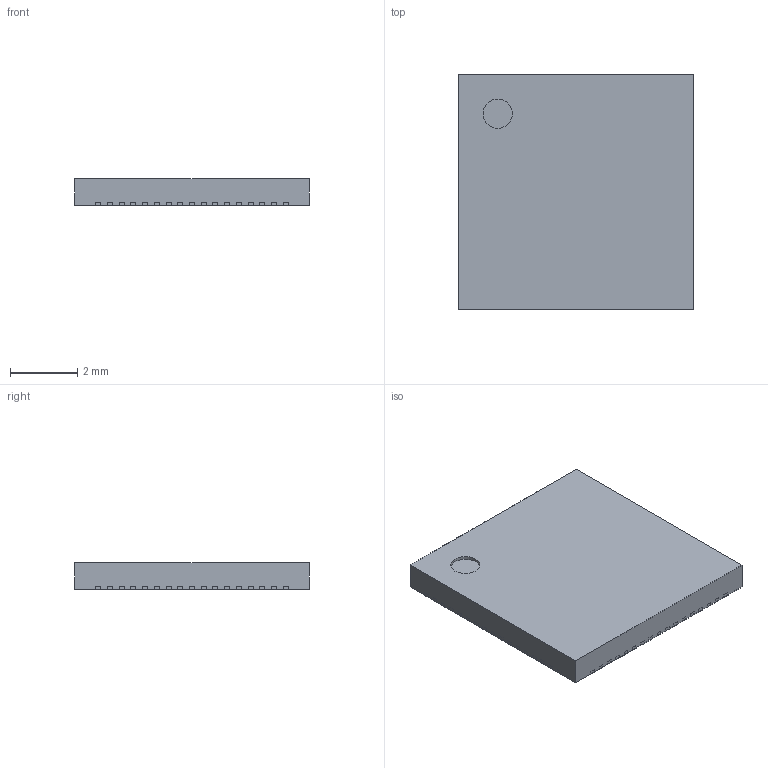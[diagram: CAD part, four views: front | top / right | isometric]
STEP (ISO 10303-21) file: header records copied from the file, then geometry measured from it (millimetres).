
FILE_DESCRIPTION(('Open CASCADE Model'),'2;1');
FILE_NAME('Open CASCADE Shape Model','2023-02-13T21:05:59',('Author'),( 'Open CASCADE'),'Open CASCADE STEP processor 7.5','Open CASCADE 7.5' ,'Unknown');
FILE_SCHEMA(('AUTOMOTIVE_DESIGN { 1 0 10303 214 1 1 1 1 }'));
Length unit declared in the file: millimetre
Products named in the file (7): QFN35P700X700X80_HS-69N.step; Open CASCADE STEP translator 7.5 2.1; Body; Open CASCADE STEP translator 7.5 2.2.1; Thermal Shape; Pin Shape; Open CASCADE STEP translator 7.5 2.4.1
Assembly tree (73 placements, depth 3):
  QFN35P700X700X80_HS-69N.step
    Open CASCADE STEP translator 7.5 2.1
    Body
      Open CASCADE STEP translator 7.5 2.2.1
    Thermal Shape
    Pin Shape  x68
      Open CASCADE STEP translator 7.5 2.4.1
Bounding box: 7 x 7 x 0.8 mm (x, y, z)
Volume: 39.2 mm3; surface area: 191.7 mm2
Topology: 70 solids, 71 shells, 968 faces, 1935 edges, 1109 vertices
Faces by surface type: plane 967, cylinder 1
Full cylindrical faces by diameter (mm): 0.875 x1
Entity records: 2201 total; most frequent: DIRECTION 385, CARTESIAN_POINT 319, LINE 168, VECTOR 168, ORIENTED_EDGE 117, PCURVE 117, DEFINITIONAL_REPRESENTATION 117, AXIS2_PLACEMENT_3D 107
